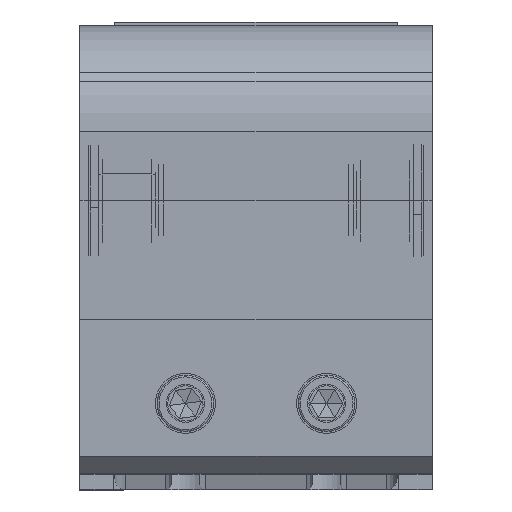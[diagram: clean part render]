
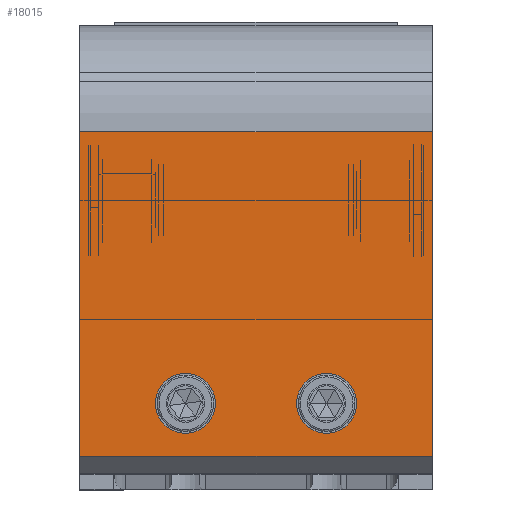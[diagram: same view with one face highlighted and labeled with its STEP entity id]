
A CAD part, top view. The second image highlights one B-rep face of the part: STEP entity #18015.
In plain terms, the highlighted planar face has unit normal (0, 0, 1).
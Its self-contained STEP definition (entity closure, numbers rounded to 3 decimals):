
#1493 = CIRCLE ( 'NONE', #235952, 8.5 ) ;
#3594 = VECTOR ( 'NONE', #75067, 1000. ) ;
#6091 = CARTESIAN_POINT ( 'NONE',  ( 140.158, 218.108, 657.202 ) ) ;
#18015 = ADVANCED_FACE ( 'NONE', ( #58659, #214449, #137294 ), #96050, .F. ) ;
#18751 = DIRECTION ( 'NONE',  ( 0., 0., -1. ) ) ;
#18777 = ORIENTED_EDGE ( 'NONE', *, *, #244861, .T. ) ;
#25184 = VERTEX_POINT ( 'NONE', #96935 ) ;
#32023 = VERTEX_POINT ( 'NONE', #6091 ) ;
#34991 = VECTOR ( 'NONE', #230826, 1000. ) ;
#35006 = LINE ( 'NONE', #235829, #3594 ) ;
#38026 = DIRECTION ( 'NONE',  ( 0., 1., 0. ) ) ;
#47036 = CARTESIAN_POINT ( 'NONE',  ( 201.658, 203.108, 657.202 ) ) ;
#58659 = FACE_BOUND ( 'NONE', #131641, .T. ) ;
#59907 = CARTESIAN_POINT ( 'NONE',  ( 201.658, 203.108, 657.202 ) ) ;
#66505 = AXIS2_PLACEMENT_3D ( 'NONE', #174963, #254544, #253223 ) ;
#68649 = DIRECTION ( 'NONE',  ( 1., 0., 0. ) ) ;
#70283 = DIRECTION ( 'NONE',  ( 1., 0., 0. ) ) ;
#73028 = CARTESIAN_POINT ( 'NONE',  ( 101.658, 203.108, 657.202 ) ) ;
#75067 = DIRECTION ( 'NONE',  ( -1., 0., 0. ) ) ;
#78925 = AXIS2_PLACEMENT_3D ( 'NONE', #120586, #137447, #136200 ) ;
#80255 = VERTEX_POINT ( 'NONE', #202093 ) ;
#80807 = VECTOR ( 'NONE', #124946, 1000. ) ;
#87475 = AXIS2_PLACEMENT_3D ( 'NONE', #187524, #202952, #70283 ) ;
#93839 = ORIENTED_EDGE ( 'NONE', *, *, #136390, .F. ) ;
#96050 = PLANE ( 'NONE',  #135434 ) ;
#96935 = CARTESIAN_POINT ( 'NONE',  ( 201.658, 295.108, 657.202 ) ) ;
#99502 = CIRCLE ( 'NONE', #78925, 8.5 ) ;
#114390 = ORIENTED_EDGE ( 'NONE', *, *, #190384, .F. ) ;
#116488 = EDGE_CURVE ( 'NONE', #80255, #32023, #136769, .T. ) ;
#120320 = EDGE_LOOP ( 'NONE', ( #93839, #208238 ) ) ;
#120586 = CARTESIAN_POINT ( 'NONE',  ( 171.658, 218.108, 657.202 ) ) ;
#124946 = DIRECTION ( 'NONE',  ( 0., -1., 0. ) ) ;
#127576 = CARTESIAN_POINT ( 'NONE',  ( 101.658, 203.108, 657.202 ) ) ;
#127874 = CARTESIAN_POINT ( 'NONE',  ( 171.658, 218.108, 657.202 ) ) ;
#131641 = EDGE_LOOP ( 'NONE', ( #198598, #176512 ) ) ;
#133672 = VERTEX_POINT ( 'NONE', #127576 ) ;
#134661 = EDGE_LOOP ( 'NONE', ( #238753, #114390, #147754, #18777 ) ) ;
#135434 = AXIS2_PLACEMENT_3D ( 'NONE', #59907, #18751, #38026 ) ;
#136200 = DIRECTION ( 'NONE',  ( 1., 0., 0. ) ) ;
#136390 = EDGE_CURVE ( 'NONE', #193023, #208989, #99502, .T. ) ;
#136769 = CIRCLE ( 'NONE', #87475, 8.5 ) ;
#137294 = FACE_OUTER_BOUND ( 'NONE', #134661, .T. ) ;
#137447 = DIRECTION ( 'NONE',  ( 0., 0., 1. ) ) ;
#139454 = CARTESIAN_POINT ( 'NONE',  ( 201.658, 203.108, 657.202 ) ) ;
#140640 = VECTOR ( 'NONE', #220938, 1000. ) ;
#145924 = EDGE_CURVE ( 'NONE', #162225, #133672, #243297, .T. ) ;
#147754 = ORIENTED_EDGE ( 'NONE', *, *, #211990, .F. ) ;
#162225 = VERTEX_POINT ( 'NONE', #208155 ) ;
#168747 = EDGE_CURVE ( 'NONE', #208989, #193023, #1493, .T. ) ;
#174385 = CARTESIAN_POINT ( 'NONE',  ( 201.658, 295.108, 657.202 ) ) ;
#174963 = CARTESIAN_POINT ( 'NONE',  ( 131.658, 218.108, 657.202 ) ) ;
#176512 = ORIENTED_EDGE ( 'NONE', *, *, #116488, .F. ) ;
#181732 = CIRCLE ( 'NONE', #66505, 8.5 ) ;
#184117 = CARTESIAN_POINT ( 'NONE',  ( 180.158, 218.108, 657.202 ) ) ;
#187524 = CARTESIAN_POINT ( 'NONE',  ( 131.658, 218.108, 657.202 ) ) ;
#187659 = VERTEX_POINT ( 'NONE', #139454 ) ;
#189740 = DIRECTION ( 'NONE',  ( 0., 0., 1. ) ) ;
#190384 = EDGE_CURVE ( 'NONE', #187659, #133672, #35006, .T. ) ;
#191107 = LINE ( 'NONE', #174385, #34991 ) ;
#192440 = EDGE_CURVE ( 'NONE', #32023, #80255, #181732, .T. ) ;
#192979 = LINE ( 'NONE', #47036, #140640 ) ;
#193023 = VERTEX_POINT ( 'NONE', #184117 ) ;
#193209 = CARTESIAN_POINT ( 'NONE',  ( 163.158, 218.108, 657.202 ) ) ;
#198598 = ORIENTED_EDGE ( 'NONE', *, *, #192440, .F. ) ;
#202093 = CARTESIAN_POINT ( 'NONE',  ( 123.158, 218.108, 657.202 ) ) ;
#202952 = DIRECTION ( 'NONE',  ( 0., 0., 1. ) ) ;
#208155 = CARTESIAN_POINT ( 'NONE',  ( 101.658, 295.108, 657.202 ) ) ;
#208238 = ORIENTED_EDGE ( 'NONE', *, *, #168747, .F. ) ;
#208989 = VERTEX_POINT ( 'NONE', #193209 ) ;
#211990 = EDGE_CURVE ( 'NONE', #25184, #187659, #192979, .T. ) ;
#214449 = FACE_BOUND ( 'NONE', #120320, .T. ) ;
#220938 = DIRECTION ( 'NONE',  ( 0., -1., 0. ) ) ;
#230826 = DIRECTION ( 'NONE',  ( -1., 0., 0. ) ) ;
#235829 = CARTESIAN_POINT ( 'NONE',  ( 201.658, 203.108, 657.202 ) ) ;
#235952 = AXIS2_PLACEMENT_3D ( 'NONE', #127874, #189740, #68649 ) ;
#238753 = ORIENTED_EDGE ( 'NONE', *, *, #145924, .T. ) ;
#243297 = LINE ( 'NONE', #73028, #80807 ) ;
#244861 = EDGE_CURVE ( 'NONE', #25184, #162225, #191107, .T. ) ;
#253223 = DIRECTION ( 'NONE',  ( 1., 0., 0. ) ) ;
#254544 = DIRECTION ( 'NONE',  ( 0., 0., 1. ) ) ;
